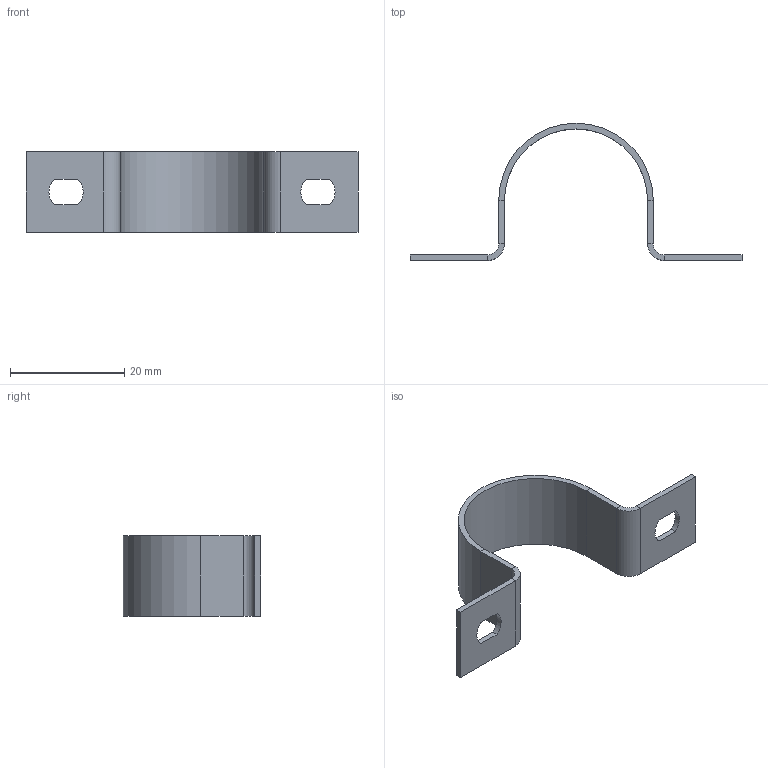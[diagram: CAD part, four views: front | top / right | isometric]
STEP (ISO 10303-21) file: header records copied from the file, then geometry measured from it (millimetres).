
FILE_DESCRIPTION (( 'STEP AP214' ), '1' );
FILE_NAME ('1018256.stp', '2018-02-20T12:25:06', ( '' ), ( '' ), 'SwSTEP 2.0', 'SolidWorks 2016', '' );
FILE_SCHEMA (( 'AUTOMOTIVE_DESIGN' ));
Length unit declared in the file: millimetre
Products named in the file (1): 1018256
Bounding box: 58 x 24 x 14 mm (x, y, z)
Volume: 1221.3 mm3; surface area: 2688.3 mm2
Topology: 1 solids, 1 shells, 38 faces, 84 edges, 48 vertices
Faces by surface type: plane 28, cylinder 10
Entity records: 1058 total; most frequent: DIRECTION 182, CARTESIAN_POINT 171, ORIENTED_EDGE 168, EDGE_CURVE 84, VECTOR 64, LINE 64, AXIS2_PLACEMENT_3D 59, VERTEX_POINT 48
